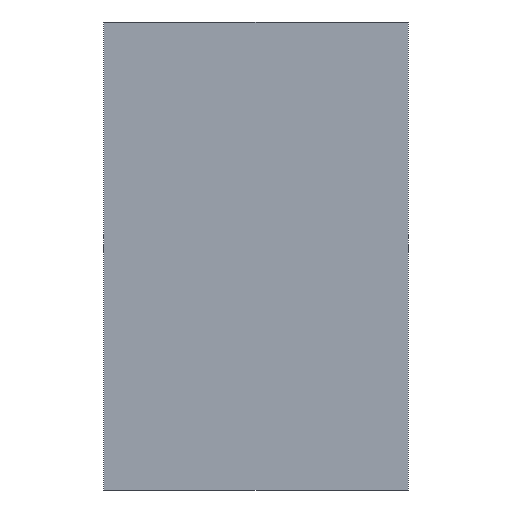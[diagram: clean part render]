
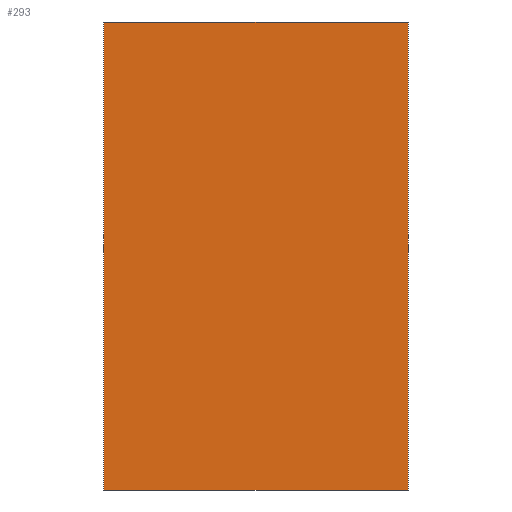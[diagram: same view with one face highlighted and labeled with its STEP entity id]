
A CAD part, front view. The second image highlights one B-rep face of the part: STEP entity #293.
In plain terms, the highlighted planar face has unit normal (0, -1, 0).
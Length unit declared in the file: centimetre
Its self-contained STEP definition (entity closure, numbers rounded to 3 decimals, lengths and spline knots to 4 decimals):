
#21=FACE_OUTER_BOUND('',#38,.T.);
#38=EDGE_LOOP('',(#201,#202,#203,#204));
#58=LINE('',#417,#97);
#59=LINE('',#419,#98);
#60=LINE('',#421,#99);
#61=LINE('',#422,#100);
#97=VECTOR('',#339,1.);
#98=VECTOR('',#340,1.);
#99=VECTOR('',#341,1.);
#100=VECTOR('',#342,1.);
#136=VERTEX_POINT('',#415);
#137=VERTEX_POINT('',#416);
#138=VERTEX_POINT('',#418);
#139=VERTEX_POINT('',#420);
#162=EDGE_CURVE('',#136,#137,#58,.T.);
#163=EDGE_CURVE('',#137,#138,#59,.T.);
#164=EDGE_CURVE('',#138,#139,#60,.T.);
#165=EDGE_CURVE('',#139,#136,#61,.T.);
#201=ORIENTED_EDGE('',*,*,#162,.T.);
#202=ORIENTED_EDGE('',*,*,#163,.T.);
#203=ORIENTED_EDGE('',*,*,#164,.T.);
#204=ORIENTED_EDGE('',*,*,#165,.T.);
#276=PLANE('',#313);
#293=ADVANCED_FACE('',(#21),#276,.F.);
#313=AXIS2_PLACEMENT_3D('',#414,#337,#338);
#337=DIRECTION('center_axis',(0.,1.,0.));
#338=DIRECTION('ref_axis',(0.,0.,1.));
#339=DIRECTION('',(-1.,0.,0.));
#340=DIRECTION('',(0.,0.,-1.));
#341=DIRECTION('',(1.,0.,0.));
#342=DIRECTION('',(0.,0.,1.));
#414=CARTESIAN_POINT('Origin',(3.25,0.,5.));
#415=CARTESIAN_POINT('',(6.5,0.,10.));
#416=CARTESIAN_POINT('',(0.,0.,10.));
#417=CARTESIAN_POINT('',(3.25,0.,10.));
#418=CARTESIAN_POINT('',(0.,0.,0.));
#419=CARTESIAN_POINT('',(0.,0.,5.));
#420=CARTESIAN_POINT('',(6.5,0.,0.));
#421=CARTESIAN_POINT('',(3.25,0.,0.));
#422=CARTESIAN_POINT('',(6.5,0.,5.));
